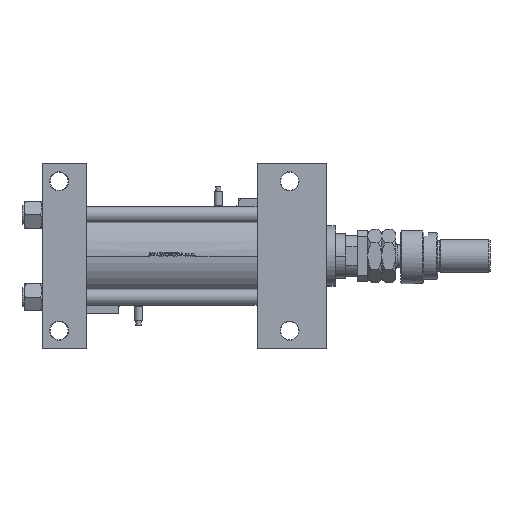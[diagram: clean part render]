
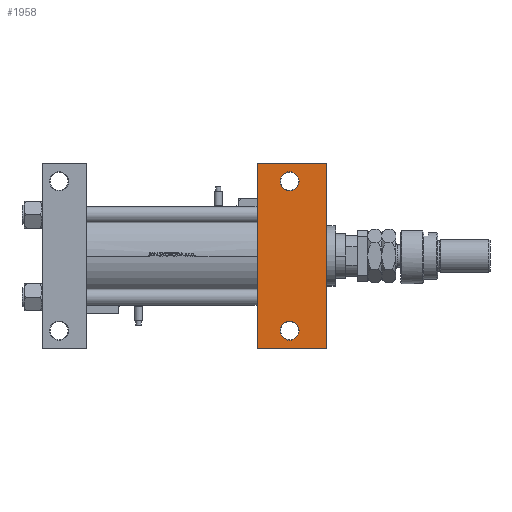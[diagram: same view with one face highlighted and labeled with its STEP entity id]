
A CAD part, front view. The second image highlights one B-rep face of the part: STEP entity #1958.
In plain terms, the highlighted face is planar.
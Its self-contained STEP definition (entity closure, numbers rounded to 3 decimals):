
#17 = CARTESIAN_POINT ( 'NONE',  ( 215., -92.5, -57.5 ) ) ;
#121 = DIRECTION ( 'NONE',  ( 0., 1., 0. ) ) ;
#371 = CARTESIAN_POINT ( 'NONE',  ( 256.5, 74.5, -57.5 ) ) ;
#577 = DIRECTION ( 'NONE',  ( 0., 0., 1. ) ) ;
#1267 = ORIENTED_EDGE ( 'NONE', *, *, #18124, .T. ) ;
#1513 = CARTESIAN_POINT ( 'NONE',  ( 215., 92.5, -57.5 ) ) ;
#1958 = ADVANCED_FACE ( 'NONE', ( #18808, #28427, #46804 ), #23012, .T. ) ;
#2036 = VECTOR ( 'NONE', #23110, 1000. ) ;
#2843 = ORIENTED_EDGE ( 'NONE', *, *, #55590, .T. ) ;
#3499 = CARTESIAN_POINT ( 'NONE',  ( 284., -92.5, -57.5 ) ) ;
#3505 = DIRECTION ( 'NONE',  ( 0., 0., 1. ) ) ;
#4969 = EDGE_CURVE ( 'NONE', #37172, #52316, #15423, .T. ) ;
#5051 = CARTESIAN_POINT ( 'NONE',  ( 215., 57.5, -57.5 ) ) ;
#5229 = CARTESIAN_POINT ( 'NONE',  ( 237.5, 74.5, -57.5 ) ) ;
#5456 = CARTESIAN_POINT ( 'NONE',  ( 237.5, -74.5, -57.5 ) ) ;
#5543 = CARTESIAN_POINT ( 'NONE',  ( 284., 57.5, -57.5 ) ) ;
#8068 = LINE ( 'NONE', #26437, #15653 ) ;
#8563 = AXIS2_PLACEMENT_3D ( 'NONE', #15839, #20671, #39028 ) ;
#9586 = AXIS2_PLACEMENT_3D ( 'NONE', #54103, #3505, #44756 ) ;
#12560 = CARTESIAN_POINT ( 'NONE',  ( 256.5, -74.5, -57.5 ) ) ;
#12996 = VERTEX_POINT ( 'NONE', #3499 ) ;
#13406 = ORIENTED_EDGE ( 'NONE', *, *, #37134, .T. ) ;
#13506 = AXIS2_PLACEMENT_3D ( 'NONE', #5543, #19389, #121 ) ;
#13872 = DIRECTION ( 'NONE',  ( -1., 0., 0. ) ) ;
#14539 = VERTEX_POINT ( 'NONE', #5456 ) ;
#14715 = CARTESIAN_POINT ( 'NONE',  ( 247., -74.5, -57.5 ) ) ;
#15347 = DIRECTION ( 'NONE',  ( 1., 0., 0. ) ) ;
#15423 = CIRCLE ( 'NONE', #32758, 9.5 ) ;
#15653 = VECTOR ( 'NONE', #44813, 1000. ) ;
#15839 = CARTESIAN_POINT ( 'NONE',  ( 247., 74.5, -57.5 ) ) ;
#17288 = ORIENTED_EDGE ( 'NONE', *, *, #55287, .T. ) ;
#18124 = EDGE_CURVE ( 'NONE', #23721, #35312, #42464, .T. ) ;
#18245 = EDGE_LOOP ( 'NONE', ( #52487, #17288 ) ) ;
#18507 = CIRCLE ( 'NONE', #49294, 9.5 ) ;
#18808 = FACE_BOUND ( 'NONE', #27810, .T. ) ;
#19389 = DIRECTION ( 'NONE',  ( 0., 0., -1. ) ) ;
#20671 = DIRECTION ( 'NONE',  ( 0., 0., 1. ) ) ;
#21162 = CIRCLE ( 'NONE', #9586, 9.5 ) ;
#22542 = CARTESIAN_POINT ( 'NONE',  ( 215., 92.5, -57.5 ) ) ;
#22632 = LINE ( 'NONE', #17, #38060 ) ;
#23012 = PLANE ( 'NONE',  #13506 ) ;
#23110 = DIRECTION ( 'NONE',  ( 0., -1., 0. ) ) ;
#23721 = VERTEX_POINT ( 'NONE', #22542 ) ;
#25723 = ORIENTED_EDGE ( 'NONE', *, *, #49561, .F. ) ;
#26123 = EDGE_CURVE ( 'NONE', #12996, #37084, #22632, .T. ) ;
#26437 = CARTESIAN_POINT ( 'NONE',  ( 284., 57.5, -57.5 ) ) ;
#26555 = DIRECTION ( 'NONE',  ( 0., 0., 1. ) ) ;
#27810 = EDGE_LOOP ( 'NONE', ( #13406, #30757 ) ) ;
#28427 = FACE_BOUND ( 'NONE', #18245, .T. ) ;
#30757 = ORIENTED_EDGE ( 'NONE', *, *, #4969, .T. ) ;
#32431 = LINE ( 'NONE', #5051, #2036 ) ;
#32758 = AXIS2_PLACEMENT_3D ( 'NONE', #53972, #26555, #35287 ) ;
#35151 = EDGE_CURVE ( 'NONE', #14539, #54243, #21162, .T. ) ;
#35287 = DIRECTION ( 'NONE',  ( 0., 1., 0. ) ) ;
#35312 = VERTEX_POINT ( 'NONE', #41076 ) ;
#37084 = VERTEX_POINT ( 'NONE', #52893 ) ;
#37134 = EDGE_CURVE ( 'NONE', #52316, #37172, #53806, .T. ) ;
#37172 = VERTEX_POINT ( 'NONE', #371 ) ;
#38060 = VECTOR ( 'NONE', #13872, 1000. ) ;
#39028 = DIRECTION ( 'NONE',  ( 0., 1., 0. ) ) ;
#41076 = CARTESIAN_POINT ( 'NONE',  ( 284., 92.5, -57.5 ) ) ;
#42464 = LINE ( 'NONE', #1513, #49583 ) ;
#42847 = EDGE_LOOP ( 'NONE', ( #25723, #1267, #2843, #52511 ) ) ;
#44756 = DIRECTION ( 'NONE',  ( 0., 1., 0. ) ) ;
#44813 = DIRECTION ( 'NONE',  ( 0., -1., 0. ) ) ;
#46804 = FACE_OUTER_BOUND ( 'NONE', #42847, .T. ) ;
#49294 = AXIS2_PLACEMENT_3D ( 'NONE', #14715, #577, #56295 ) ;
#49561 = EDGE_CURVE ( 'NONE', #23721, #37084, #32431, .T. ) ;
#49583 = VECTOR ( 'NONE', #15347, 1000. ) ;
#52316 = VERTEX_POINT ( 'NONE', #5229 ) ;
#52487 = ORIENTED_EDGE ( 'NONE', *, *, #35151, .T. ) ;
#52511 = ORIENTED_EDGE ( 'NONE', *, *, #26123, .T. ) ;
#52893 = CARTESIAN_POINT ( 'NONE',  ( 215., -92.5, -57.5 ) ) ;
#53806 = CIRCLE ( 'NONE', #8563, 9.5 ) ;
#53972 = CARTESIAN_POINT ( 'NONE',  ( 247., 74.5, -57.5 ) ) ;
#54103 = CARTESIAN_POINT ( 'NONE',  ( 247., -74.5, -57.5 ) ) ;
#54243 = VERTEX_POINT ( 'NONE', #12560 ) ;
#55287 = EDGE_CURVE ( 'NONE', #54243, #14539, #18507, .T. ) ;
#55590 = EDGE_CURVE ( 'NONE', #35312, #12996, #8068, .T. ) ;
#56295 = DIRECTION ( 'NONE',  ( 0., 1., 0. ) ) ;
